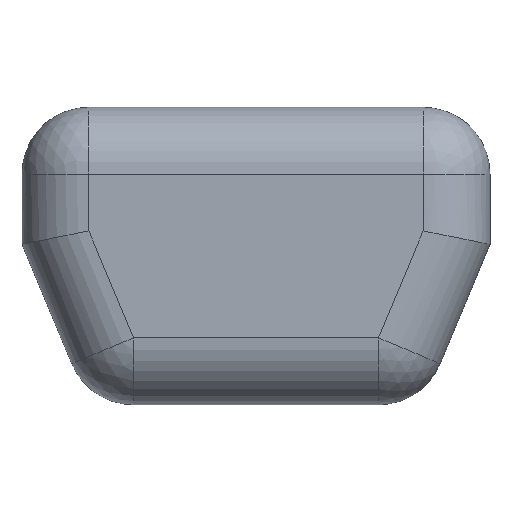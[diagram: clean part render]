
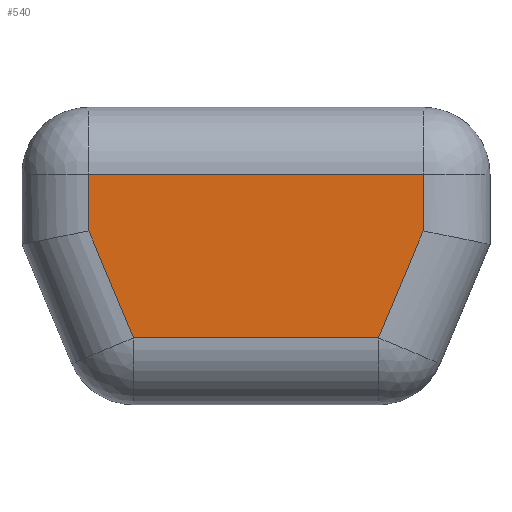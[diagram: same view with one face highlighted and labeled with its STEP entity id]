
A CAD part, left-side view. The second image highlights one B-rep face of the part: STEP entity #540.
In plain terms, the highlighted planar face has unit normal (-1, 0, 0).
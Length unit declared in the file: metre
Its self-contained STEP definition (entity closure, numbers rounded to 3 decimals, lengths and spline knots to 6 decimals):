
#111=DIRECTION('',(0.,1.,0.));
#112=VECTOR('',#111,0.183333);
#113=CARTESIAN_POINT('',(-0.06695,-0.091667,-0.061247));
#114=LINE('',#113,#112);
#115=DIRECTION('',(0.,-0.385,-0.923));
#116=VECTOR('',#115,0.086667);
#117=CARTESIAN_POINT('',(-0.06695,0.125,0.018754));
#118=LINE('',#117,#116);
#119=DIRECTION('',(0.,0.,-1.));
#120=VECTOR('',#119,0.042493);
#121=CARTESIAN_POINT('',(-0.06695,0.125,0.061247));
#122=LINE('',#121,#120);
#123=DIRECTION('',(0.,-1.,0.));
#124=VECTOR('',#123,0.25);
#125=CARTESIAN_POINT('',(-0.06695,0.125,0.061247));
#126=LINE('',#125,#124);
#127=DIRECTION('',(0.,0.,-1.));
#128=VECTOR('',#127,0.042493);
#129=CARTESIAN_POINT('',(-0.06695,-0.125,0.061247));
#130=LINE('',#129,#128);
#131=DIRECTION('',(0.,-0.385,0.923));
#132=VECTOR('',#131,0.086667);
#133=CARTESIAN_POINT('',(-0.06695,-0.091667,-0.061247));
#134=LINE('',#133,#132);
#321=CARTESIAN_POINT('',(-0.06695,-0.091667,-0.061247));
#322=CARTESIAN_POINT('',(-0.06695,0.091667,-0.061247));
#323=VERTEX_POINT('',#321);
#324=VERTEX_POINT('',#322);
#329=CARTESIAN_POINT('',(-0.06695,-0.125,0.061247));
#330=CARTESIAN_POINT('',(-0.06695,-0.125,0.018754));
#331=VERTEX_POINT('',#329);
#332=VERTEX_POINT('',#330);
#371=CARTESIAN_POINT('',(-0.06695,0.125,0.018754));
#372=VERTEX_POINT('',#371);
#373=CARTESIAN_POINT('',(-0.06695,0.125,0.061247));
#374=VERTEX_POINT('',#373);
#523=CARTESIAN_POINT('',(-0.06695,0.175,-0.111247));
#524=DIRECTION('',(-1.,0.,0.));
#525=DIRECTION('',(0.,-1.,0.));
#526=AXIS2_PLACEMENT_3D('',#523,#524,#525);
#527=PLANE('',#526);
#528=ORIENTED_EDGE('',*,*,#514,.T.);
#530=ORIENTED_EDGE('',*,*,#529,.F.);
#532=ORIENTED_EDGE('',*,*,#531,.F.);
#534=ORIENTED_EDGE('',*,*,#533,.T.);
#536=ORIENTED_EDGE('',*,*,#535,.T.);
#537=ORIENTED_EDGE('',*,*,#465,.F.);
#538=EDGE_LOOP('',(#528,#530,#532,#534,#536,#537));
#539=FACE_OUTER_BOUND('',#538,.F.);
#540=ADVANCED_FACE('',(#539),#527,.T.);
#465=EDGE_CURVE('',#323,#332,#134,.T.);
#514=EDGE_CURVE('',#323,#324,#114,.T.);
#529=EDGE_CURVE('',#372,#324,#118,.T.);
#531=EDGE_CURVE('',#374,#372,#122,.T.);
#533=EDGE_CURVE('',#374,#331,#126,.T.);
#535=EDGE_CURVE('',#331,#332,#130,.T.);
